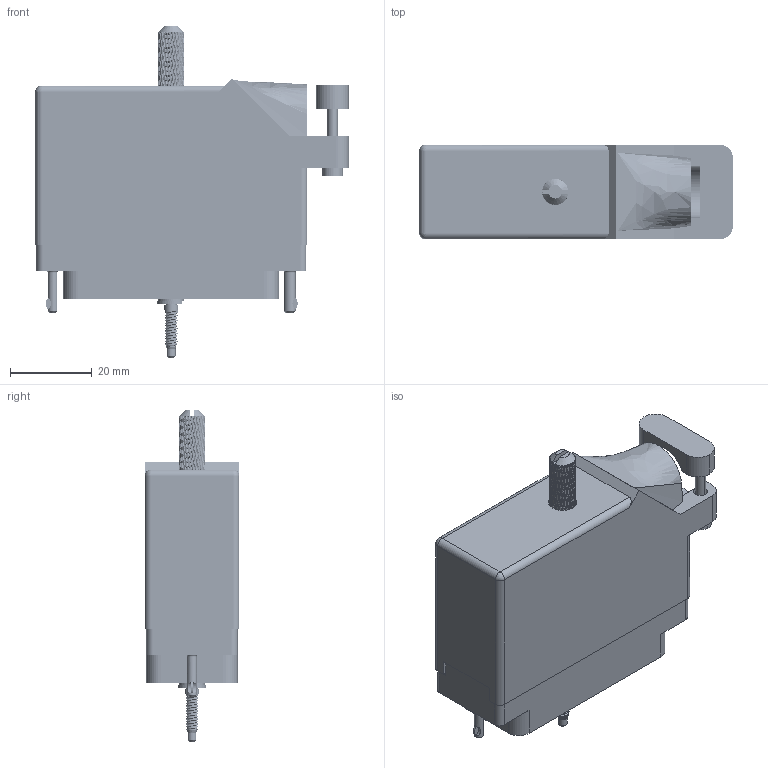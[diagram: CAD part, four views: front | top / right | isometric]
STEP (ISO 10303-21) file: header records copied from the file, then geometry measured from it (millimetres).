
FILE_DESCRIPTION (( 'STEP AP203' ), '1' );
FILE_NAME ('516-056-520-521.STEP', '2020-03-10T08:53:56', ( '' ), ( '' ), 'SwSTEP 2.0', 'SolidWorks 2016', '' );
FILE_SCHEMA (( 'CONFIG_CONTROL_DESIGN' ));
Length unit declared in the file: inch
Products named in the file (12): 516-251-035-100; 516 Plug Insulator_056; 516-230-001_Plastic - 056 Side Entry; Actuating Screw Assy 038-056; 516-253-138-107; 516-250-038-111; 516-252-021-102_056; 516-056-520-521; 516-222-038-102_057; 516-292-001_520 Contact; 516-253-035-100; 516-222-038-102_056
Assembly tree (68 placements, depth 3):
  516-056-520-521
    516 Plug Insulator_056
    516-292-001_520 Contact  x56
    516-230-001_Plastic - 056 Side Entry
    516-252-021-102_056  x2
    516-222-038-102_056
    Actuating Screw Assy 038-056
      516-251-035-100
      516-253-035-100  x2
      516-253-138-107
      516-250-038-111
    516-222-038-102_057
Bounding box: 76.5 x 23.11 x 81.03 mm (x, y, z)
Volume: 28106.7 mm3; surface area: 44355.2 mm2
Topology: 67 solids, 67 shells, 6905 faces, 18898 edges, 12154 vertices
Faces by surface type: plane 3406, cylinder 2058, bspline 1381, cone 54, torus 4, sphere 2
Entity records: 123746 total; most frequent: CARTESIAN_POINT 62172, ORIENTED_EDGE 14708, DIRECTION 9608, EDGE_CURVE 7354, VERTEX_POINT 4496, VECTOR 3204, LINE 3204, AXIS2_PLACEMENT_3D 3202
